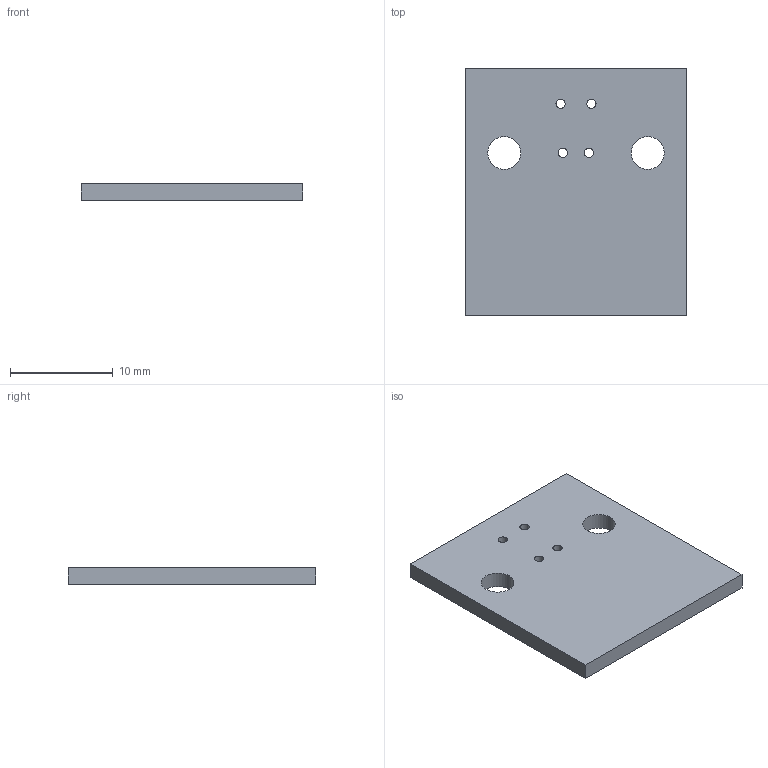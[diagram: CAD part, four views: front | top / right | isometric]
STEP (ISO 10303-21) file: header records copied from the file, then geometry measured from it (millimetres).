
FILE_DESCRIPTION(('KiCad electronic assembly'),'2;1');
FILE_NAME('simple_led.step','2023-07-30T20:13:49',('Pcbnew'),('Kicad'), 'Open CASCADE STEP processor 7.6','KiCad to STEP converter','Unknown' );
FILE_SCHEMA(('AUTOMOTIVE_DESIGN { 1 0 10303 214 1 1 1 1 }'));
Length unit declared in the file: millimetre
Products named in the file (2): simple_led 1; simple_led PCB
Assembly tree (1 placements, depth 2):
  simple_led 1
    simple_led PCB
Bounding box: 21.59 x 24.13 x 1.6 mm (x, y, z)
Volume: 803.7 mm3; surface area: 1201.2 mm2
Topology: 1 solids, 1 shells, 12 faces, 30 edges, 20 vertices
Faces by surface type: plane 6, cylinder 6
Full cylindrical faces by diameter (mm): 0.9 x4, 3.2 x2
Entity records: 827 total; most frequent: DIRECTION 130, CARTESIAN_POINT 124, LINE 66, VECTOR 66, ORIENTED_EDGE 60, PCURVE 60, DEFINITIONAL_REPRESENTATION 60, EDGE_CURVE 30
